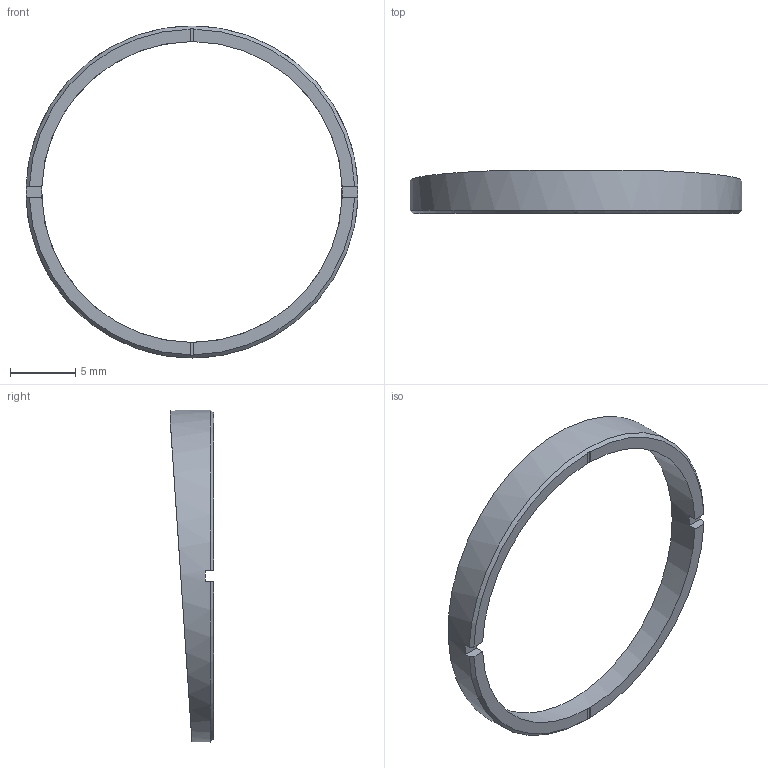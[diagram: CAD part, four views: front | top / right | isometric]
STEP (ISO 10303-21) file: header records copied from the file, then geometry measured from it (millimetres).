
FILE_DESCRIPTION (( 'STEP AP203' ), '1' );
FILE_NAME ('530201.step', '2025-08-19T03:50:44', ( 'Windows User' ), ( 'P R C' ), 'SwSTEP 2.0', 'SolidWorks 2020', '' );
FILE_SCHEMA (( 'CONFIG_CONTROL_DESIGN' ));
Length unit declared in the file: millimetre
Products named in the file (1): 530201
Bounding box: 25.4 x 3.3 x 25.4 mm (x, y, z)
Volume: 220.8 mm3; surface area: 547.3 mm2
Topology: 1 solids, 1 shells, 22 faces, 62 edges, 41 vertices
Faces by surface type: plane 18, cylinder 2, cone 2
Full cylindrical faces by diameter (mm): 23 x1, 25.4 x1
Entity records: 781 total; most frequent: CARTESIAN_POINT 147, ORIENTED_EDGE 116, DIRECTION 116, EDGE_CURVE 58, AXIS2_PLACEMENT_3D 42, VERTEX_POINT 39, VECTOR 32, LINE 32
